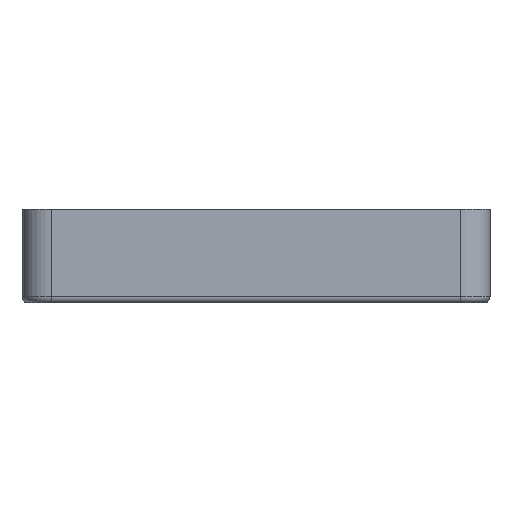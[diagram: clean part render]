
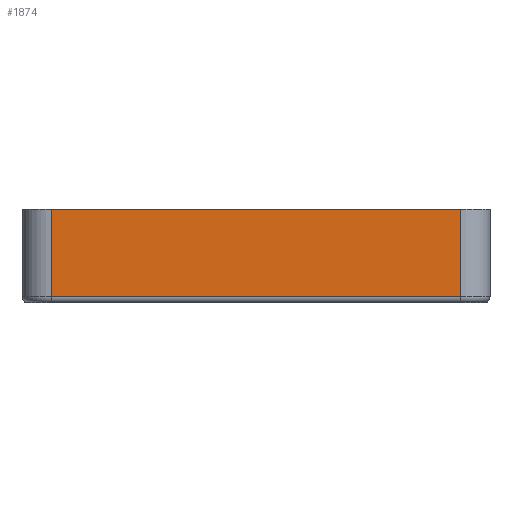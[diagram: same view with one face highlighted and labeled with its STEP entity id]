
A CAD part, left-side view. The second image highlights one B-rep face of the part: STEP entity #1874.
In plain terms, the highlighted planar face has unit normal (-1, 0, 0).
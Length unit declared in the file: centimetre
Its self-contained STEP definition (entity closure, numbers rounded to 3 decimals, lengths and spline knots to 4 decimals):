
#148=PLANE('',#2054);
#295=VECTOR('',#2495,1.);
#296=VECTOR('',#2497,1.);
#297=VECTOR('',#2498,1.);
#298=VECTOR('',#2499,1.);
#457=LINE('',#3036,#295);
#458=LINE('',#3038,#296);
#459=LINE('',#3040,#297);
#460=LINE('',#3042,#298);
#633=VERTEX_POINT('',#3031);
#635=VERTEX_POINT('',#3035);
#636=VERTEX_POINT('',#3039);
#637=VERTEX_POINT('',#3041);
#963=EDGE_CURVE('',#635,#633,#457,.T.);
#964=EDGE_CURVE('',#633,#636,#458,.T.);
#965=EDGE_CURVE('',#635,#637,#459,.T.);
#966=EDGE_CURVE('',#636,#637,#460,.T.);
#1346=ORIENTED_EDGE('',*,*,#964,.F.);
#1347=ORIENTED_EDGE('',*,*,#963,.F.);
#1348=ORIENTED_EDGE('',*,*,#965,.T.);
#1349=ORIENTED_EDGE('',*,*,#966,.F.);
#1624=EDGE_LOOP('',(#1346,#1347,#1348,#1349));
#1756=FACE_BOUND('',#1624,.T.);
#1874=ADVANCED_FACE('',(#1756),#148,.T.);
#2054=AXIS2_PLACEMENT_3D('',#3037,#2496,$);
#2495=DIRECTION('',(0.,0.,-1.));
#2496=DIRECTION('',(-1.,0.,0.));
#2497=DIRECTION('',(0.,1.,0.));
#2498=DIRECTION('',(0.,1.,0.));
#2499=DIRECTION('',(0.,0.,1.));
#3031=CARTESIAN_POINT('',(-40.,-3.5,0.1));
#3035=CARTESIAN_POINT('',(-40.,-3.5,1.6));
#3036=CARTESIAN_POINT('',(-40.,-3.5,0.));
#3037=CARTESIAN_POINT('',(-40.,0.,0.));
#3038=CARTESIAN_POINT('',(-40.,0.,0.1));
#3039=CARTESIAN_POINT('',(-40.,3.5,0.1));
#3040=CARTESIAN_POINT('',(-40.,-4.,1.6));
#3041=CARTESIAN_POINT('',(-40.,3.5,1.6));
#3042=CARTESIAN_POINT('',(-40.,3.5,0.));
